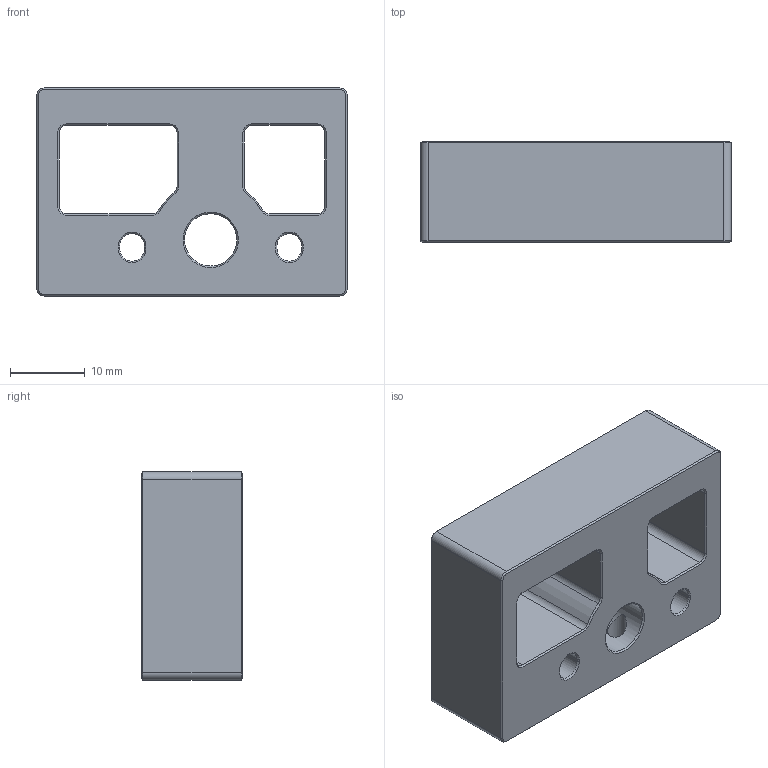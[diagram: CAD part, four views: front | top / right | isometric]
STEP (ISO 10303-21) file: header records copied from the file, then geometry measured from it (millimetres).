
FILE_DESCRIPTION(/* description */ (''),/* implementation_level */ '2;1');
FILE_NAME(/* name */ 'CNC Toolcooler v9.step',/* time_stamp */ '2020-09-13T11:13:17-04:00',/* author */ (''),/* organization */ (''),/* preprocessor_version */ 'ST-DEVELOPER v18.1',/* originating_system */ 'Autodesk Translation Framework v9.3.0.1241',/* authorisation */ '');
FILE_SCHEMA (('AUTOMOTIVE_DESIGN { 1 0 10303 214 3 1 1 }'));
Length unit declared in the file: millimetre
Products named in the file (1): CNC Toolcooler
Bounding box: 41.5 x 13.5 x 27.8 mm (x, y, z)
Volume: 10572.8 mm3; surface area: 5349.8 mm2
Topology: 1 solids, 1 shells, 120 faces, 274 edges, 157 vertices
Faces by surface type: plane 51, cone 45, cylinder 24
Full cylindrical faces by diameter (mm): 2.529 x2, 5 x1, 7 x1
Entity records: 3424 total; most frequent: CARTESIAN_POINT 626, DIRECTION 605, ORIENTED_EDGE 548, EDGE_CURVE 274, AXIS2_PLACEMENT_3D 212, LINE 181, VECTOR 181, VERTEX_POINT 157
